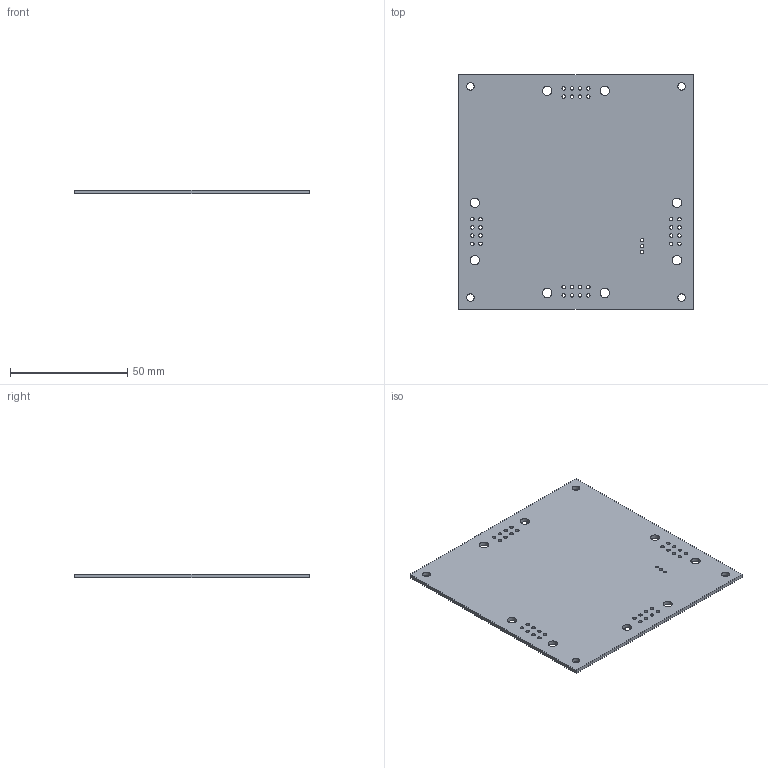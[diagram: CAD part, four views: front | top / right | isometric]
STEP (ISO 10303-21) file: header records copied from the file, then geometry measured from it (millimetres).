
FILE_DESCRIPTION(('KiCad electronic assembly'),'2;1');
FILE_NAME('Lights_Board.step','2023-01-16T23:37:28',('Pcbnew'),('Kicad') ,'Open CASCADE STEP processor 7.6','KiCad to STEP converter','Unknown' );
FILE_SCHEMA(('AUTOMOTIVE_DESIGN { 1 0 10303 214 1 1 1 1 }'));
Length unit declared in the file: millimetre
Products named in the file (2): Lights_Board 1; Lights_Board PCB
Assembly tree (1 placements, depth 2):
  Lights_Board 1
    Lights_Board PCB
Bounding box: 100 x 100 x 1.6 mm (x, y, z)
Volume: 15690.5 mm3; surface area: 20739.7 mm2
Topology: 1 solids, 1 shells, 53 faces, 153 edges, 102 vertices
Faces by surface type: cylinder 47, plane 6
Full cylindrical faces by diameter (mm): 1.33 x3, 1.5 x32, 3.2 x4, 4 x8
Entity records: 4025 total; most frequent: DIRECTION 663, CARTESIAN_POINT 616, ORIENTED_EDGE 306, PCURVE 306, DEFINITIONAL_REPRESENTATION 306, LINE 271, VECTOR 271, CIRCLE 188
